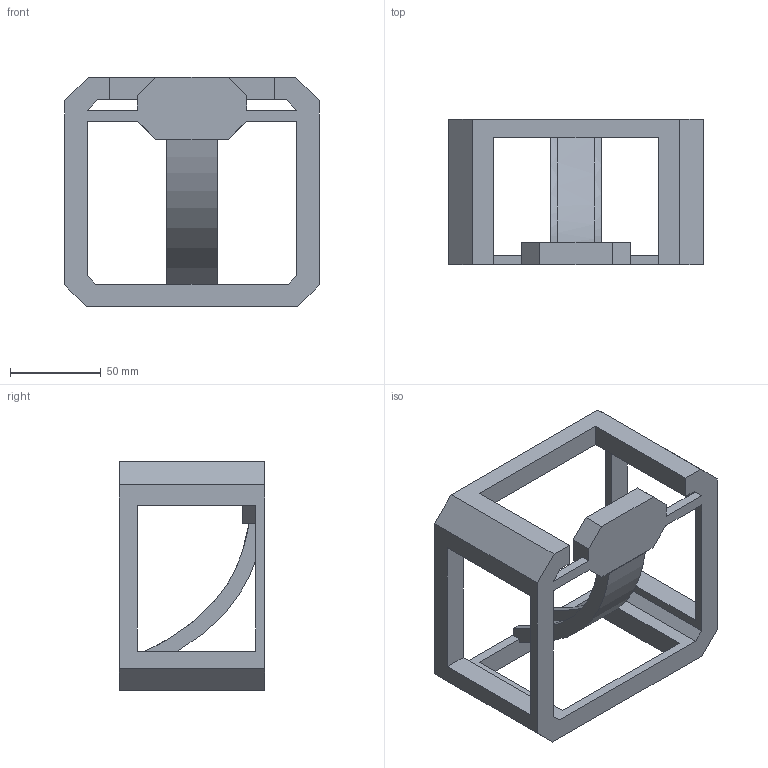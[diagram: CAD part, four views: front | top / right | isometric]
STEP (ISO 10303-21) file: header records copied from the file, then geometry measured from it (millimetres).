
FILE_DESCRIPTION(/* description */ (''),/* implementation_level */ '2;1');
FILE_NAME(/* name */ '5fcc5e24ebf62b14eaea087e',/* time_stamp */ '2020-12-06T04:29:25+00:00',/* author */ (''),/* organization */ (''),/* preprocessor_version */ 'ST-DEVELOPER v16.7',/* originating_system */ $,/* authorisation */ $);
FILE_SCHEMA (('AUTOMOTIVE_DESIGN {1 0 10303 214 3 1 1}'));
Length unit declared in the file: metre
Products named in the file (1): Dispenser_base_stand v1
Bounding box: 140 x 80 x 126 mm (x, y, z)
Volume: 180668.1 mm3; surface area: 70187.8 mm2
Topology: 1 solids, 1 shells, 80 faces, 239 edges, 156 vertices
Faces by surface type: plane 76, bspline 4
Entity records: 2821 total; most frequent: CARTESIAN_POINT 650, ORIENTED_EDGE 478, DIRECTION 385, EDGE_CURVE 239, LINE 231, VECTOR 231, VERTEX_POINT 156, EDGE_LOOP 87
